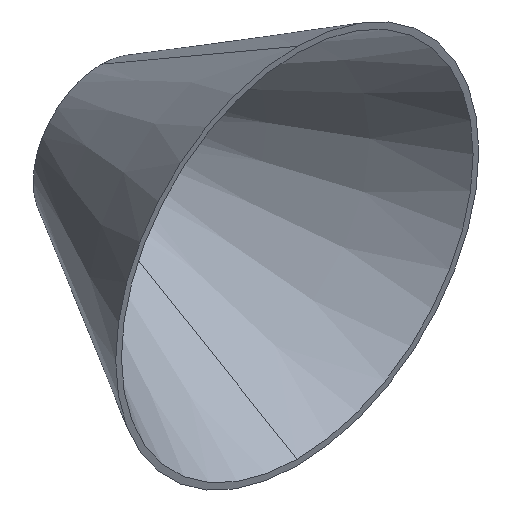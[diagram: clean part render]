
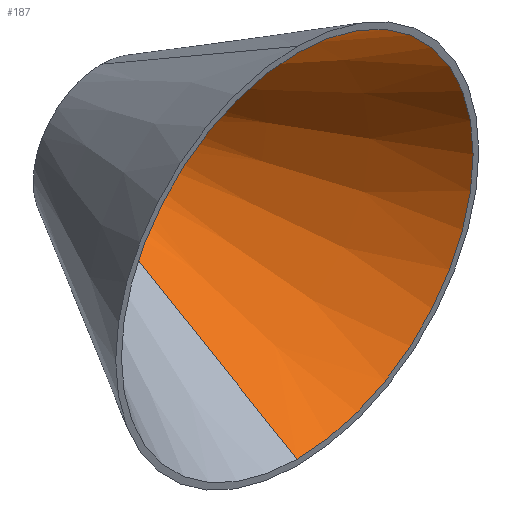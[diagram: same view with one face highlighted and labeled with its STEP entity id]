
A CAD part, isometric view. The second image highlights one B-rep face of the part: STEP entity #187.
In plain terms, the highlighted conical face has half-angle 30.069 degrees and reference radius 15.461 mm.
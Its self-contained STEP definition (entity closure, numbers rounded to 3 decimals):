
#1 = AXIS2_PLACEMENT_3D ( 'NONE', #6, #157, #230 ) ;
#6 = CARTESIAN_POINT ( 'NONE',  ( 0., 0., 0. ) ) ;
#13 = ORIENTED_EDGE ( 'NONE', *, *, #133, .F. ) ;
#25 = CARTESIAN_POINT ( 'NONE',  ( 0., 46.899, 0. ) ) ;
#27 = AXIS2_PLACEMENT_3D ( 'NONE', #25, #179, #198 ) ;
#31 = ORIENTED_EDGE ( 'NONE', *, *, #140, .T. ) ;
#36 = AXIS2_PLACEMENT_3D ( 'NONE', #57, #155, #63 ) ;
#44 = CARTESIAN_POINT ( 'NONE',  ( 0., 0., -42.613 ) ) ;
#45 = CARTESIAN_POINT ( 'NONE',  ( 0., 47.5, -15.113 ) ) ;
#57 = CARTESIAN_POINT ( 'NONE',  ( 0., 47.5, 0. ) ) ;
#62 = CIRCLE ( 'NONE', #36, 15.113 ) ;
#63 = DIRECTION ( 'NONE',  ( 0., 0., 1. ) ) ;
#74 = EDGE_CURVE ( 'NONE', #224, #132, #62, .T. ) ;
#78 = EDGE_LOOP ( 'NONE', ( #13, #192, #113, #31 ) ) ;
#89 = VERTEX_POINT ( 'NONE', #174 ) ;
#96 = VERTEX_POINT ( 'NONE', #44 ) ;
#97 = EDGE_CURVE ( 'NONE', #224, #96, #180, .T. ) ;
#105 = DIRECTION ( 'NONE',  ( 0., -0.865, -0.501 ) ) ;
#111 = CONICAL_SURFACE ( 'NONE', #27, 15.461, 0.525 ) ;
#113 = ORIENTED_EDGE ( 'NONE', *, *, #97, .T. ) ;
#114 = CIRCLE ( 'NONE', #1, 42.613 ) ;
#119 = CARTESIAN_POINT ( 'NONE',  ( 0., 46.899, -15.461 ) ) ;
#132 = VERTEX_POINT ( 'NONE', #178 ) ;
#133 = EDGE_CURVE ( 'NONE', #132, #89, #161, .T. ) ;
#140 = EDGE_CURVE ( 'NONE', #96, #89, #114, .T. ) ;
#155 = DIRECTION ( 'NONE',  ( 0., -1., 0. ) ) ;
#157 = DIRECTION ( 'NONE',  ( 0., -1., 0. ) ) ;
#161 = LINE ( 'NONE', #249, #207 ) ;
#174 = CARTESIAN_POINT ( 'NONE',  ( 0., 0., 42.613 ) ) ;
#178 = CARTESIAN_POINT ( 'NONE',  ( 0., 47.5, 15.113 ) ) ;
#179 = DIRECTION ( 'NONE',  ( 0., -1., 0. ) ) ;
#180 = LINE ( 'NONE', #119, #244 ) ;
#187 = ADVANCED_FACE ( 'NONE', ( #238 ), #111, .F. ) ;
#192 = ORIENTED_EDGE ( 'NONE', *, *, #74, .F. ) ;
#198 = DIRECTION ( 'NONE',  ( 0., 0., -1. ) ) ;
#207 = VECTOR ( 'NONE', #234, 1000. ) ;
#224 = VERTEX_POINT ( 'NONE', #45 ) ;
#230 = DIRECTION ( 'NONE',  ( 0., 0., 1. ) ) ;
#234 = DIRECTION ( 'NONE',  ( 0., -0.865, 0.501 ) ) ;
#238 = FACE_OUTER_BOUND ( 'NONE', #78, .T. ) ;
#244 = VECTOR ( 'NONE', #105, 1000. ) ;
#249 = CARTESIAN_POINT ( 'NONE',  ( 0., 46.899, 15.461 ) ) ;
